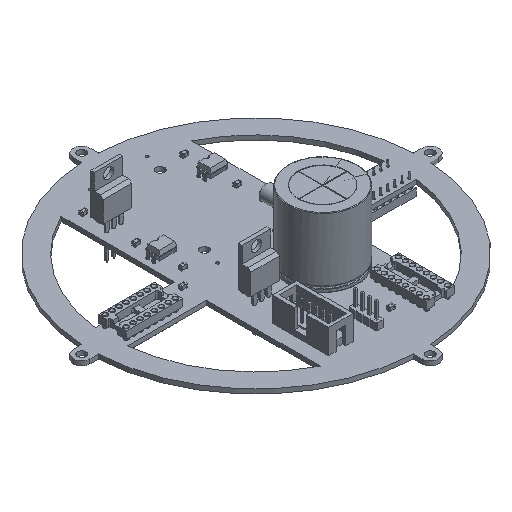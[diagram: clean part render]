
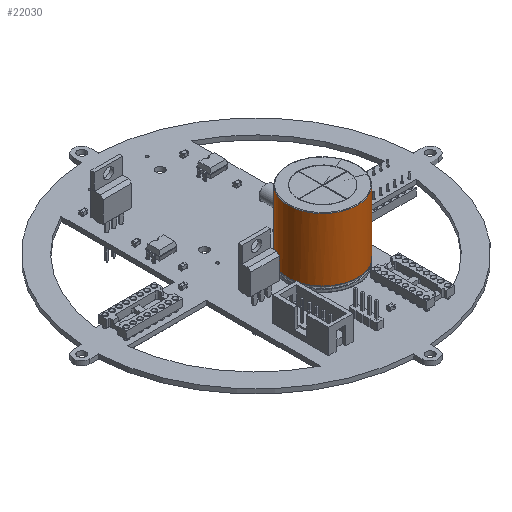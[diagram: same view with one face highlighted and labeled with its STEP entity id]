
A CAD part, isometric view. The second image highlights one B-rep face of the part: STEP entity #22030.
In plain terms, the highlighted cylindrical face has radius 12.5 mm (diameter 25 mm), a partial arc.
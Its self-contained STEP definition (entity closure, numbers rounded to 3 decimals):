
#21667 = VERTEX_POINT('',#21668);
#21668 = CARTESIAN_POINT('',(16.548,-4.784,
    2.135));
#21679 = EDGE_CURVE('',#21667,#21680,#21682,.T.);
#21680 = VERTEX_POINT('',#21681);
#21681 = CARTESIAN_POINT('',(16.548,4.784,
    2.135));
#21682 = B_SPLINE_CURVE_WITH_KNOTS('',12,(#21683,#21684,#21685,#21686,
    #21687,#21688,#21689,#21690,#21691,#21692,#21693,#21694,#21695,
    #21696,#21697,#21698,#21699,#21700,#21701,#21702,#21703,#21704,
    #21705,#21706,#21707,#21708,#21709,#21710,#21711,#21712,#21713,
    #21714,#21715,#21716,#21717),.UNSPECIFIED.,.F.,.F.,(13,11,11,13),(
    -2.928,0.,68.722,71.65)
  ,.UNSPECIFIED.);
#21683 = CARTESIAN_POINT('',(17.669,-2.078,
    2.135));
#21684 = CARTESIAN_POINT('',(17.575,-2.305,
    2.135));
#21685 = CARTESIAN_POINT('',(17.481,-2.532,
    2.135));
#21686 = CARTESIAN_POINT('',(17.387,-2.758,
    2.135));
#21687 = CARTESIAN_POINT('',(17.294,-2.985,
    2.135));
#21688 = CARTESIAN_POINT('',(17.2,-3.21,
    2.135));
#21689 = CARTESIAN_POINT('',(17.107,-3.436,
    2.135));
#21690 = CARTESIAN_POINT('',(17.013,-3.661,
    2.135));
#21691 = CARTESIAN_POINT('',(16.92,-3.886,
    2.135));
#21692 = CARTESIAN_POINT('',(16.827,-4.111,
    2.135));
#21693 = CARTESIAN_POINT('',(16.734,-4.336,
    2.135));
#21694 = CARTESIAN_POINT('',(16.641,-4.56,
    2.135));
#21695 = CARTESIAN_POINT('',(14.372,-10.038,
    2.135));
#21696 = CARTESIAN_POINT('',(9.553,-14.292,
    2.135));
#21697 = CARTESIAN_POINT('',(2.598,-15.977,2.135
    ));
#21698 = CARTESIAN_POINT('',(-4.861,-13.785,
    2.135));
#21699 = CARTESIAN_POINT('',(-10.414,-8.314,
    2.135));
#21700 = CARTESIAN_POINT('',(-13.197,0.,
    2.135));
#21701 = CARTESIAN_POINT('',(-10.414,8.314,
    2.135));
#21702 = CARTESIAN_POINT('',(-4.861,13.785,
    2.135));
#21703 = CARTESIAN_POINT('',(2.598,15.977,2.135
    ));
#21704 = CARTESIAN_POINT('',(9.553,14.292,
    2.135));
#21705 = CARTESIAN_POINT('',(14.372,10.038,
    2.135));
#21706 = CARTESIAN_POINT('',(16.641,4.56,
    2.135));
#21707 = CARTESIAN_POINT('',(16.734,4.336,
    2.135));
#21708 = CARTESIAN_POINT('',(16.827,4.111,
    2.135));
#21709 = CARTESIAN_POINT('',(16.92,3.886,
    2.135));
#21710 = CARTESIAN_POINT('',(17.013,3.661,
    2.135));
#21711 = CARTESIAN_POINT('',(17.107,3.436,
    2.135));
#21712 = CARTESIAN_POINT('',(17.2,3.21,
    2.135));
#21713 = CARTESIAN_POINT('',(17.294,2.985,
    2.135));
#21714 = CARTESIAN_POINT('',(17.387,2.758,
    2.135));
#21715 = CARTESIAN_POINT('',(17.481,2.532,
    2.135));
#21716 = CARTESIAN_POINT('',(17.575,2.305,
    2.135));
#21717 = CARTESIAN_POINT('',(17.669,2.078,
    2.135));
#22030 = ADVANCED_FACE('',(#22031),#22057,.T.);
#22031 = FACE_BOUND('',#22032,.T.);
#22032 = EDGE_LOOP('',(#22033,#22044,#22050,#22051));
#22033 = ORIENTED_EDGE('',*,*,#22034,.T.);
#22034 = EDGE_CURVE('',#22035,#22037,#22039,.T.);
#22035 = VERTEX_POINT('',#22036);
#22036 = CARTESIAN_POINT('',(16.548,-4.784,24.8));
#22037 = VERTEX_POINT('',#22038);
#22038 = CARTESIAN_POINT('',(16.548,4.784,24.8));
#22039 = CIRCLE('',#22040,12.5);
#22040 = AXIS2_PLACEMENT_3D('',#22041,#22042,#22043);
#22041 = CARTESIAN_POINT('',(5.,0.,24.8));
#22042 = DIRECTION('',(0.,-0.,-1.));
#22043 = DIRECTION('',(0.924,-0.383,0.));
#22044 = ORIENTED_EDGE('',*,*,#22045,.F.);
#22045 = EDGE_CURVE('',#21680,#22037,#22046,.T.);
#22046 = LINE('',#22047,#22048);
#22047 = CARTESIAN_POINT('',(16.548,4.784,2.));
#22048 = VECTOR('',#22049,1.);
#22049 = DIRECTION('',(0.,0.,1.));
#22050 = ORIENTED_EDGE('',*,*,#21679,.F.);
#22051 = ORIENTED_EDGE('',*,*,#22052,.T.);
#22052 = EDGE_CURVE('',#21667,#22035,#22053,.T.);
#22053 = LINE('',#22054,#22055);
#22054 = CARTESIAN_POINT('',(16.548,-4.784,2.));
#22055 = VECTOR('',#22056,1.);
#22056 = DIRECTION('',(0.,0.,1.));
#22057 = CYLINDRICAL_SURFACE('',#22058,12.5);
#22058 = AXIS2_PLACEMENT_3D('',#22059,#22060,#22061);
#22059 = CARTESIAN_POINT('',(5.,0.,2.));
#22060 = DIRECTION('',(0.,0.,1.));
#22061 = DIRECTION('',(0.924,-0.383,0.));
